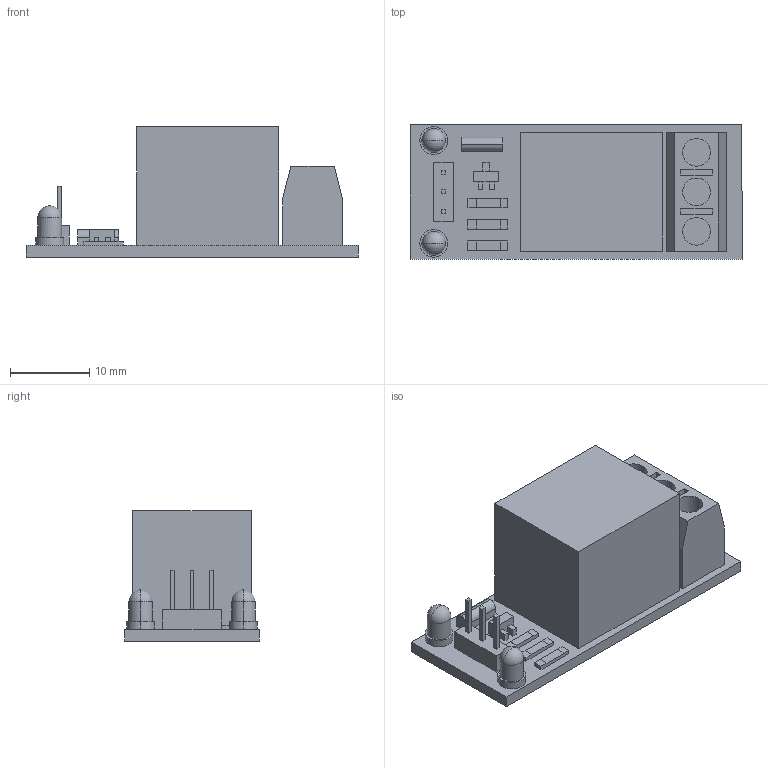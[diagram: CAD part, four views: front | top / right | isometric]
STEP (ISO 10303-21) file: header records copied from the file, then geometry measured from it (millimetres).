
FILE_DESCRIPTION (( 'STEP AP214' ), '1' );
FILE_NAME ('User Library-RelaisBoard.STEP', '2020-04-21T08:36:16', ( '' ), ( '' ), 'SwSTEP 2.0', 'SolidWorks 2019', '' );
FILE_SCHEMA (( 'AUTOMOTIVE_DESIGN' ));
Length unit declared in the file: millimetre
Products named in the file (1): User Library-RelaisBoard
Bounding box: 42 x 17 x 16.5 mm (x, y, z)
Volume: 6113.6 mm3; surface area: 3513.1 mm2
Topology: 1 solids, 1 shells, 145 faces, 375 edges, 248 vertices
Faces by surface type: plane 125, cylinder 16, sphere 4
Entity records: 5512 total; most frequent: CARTESIAN_POINT 757, ORIENTED_EDGE 734, DIRECTION 695, EDGE_CURVE 367, VECTOR 331, LINE 331, VERTEX_POINT 244, AXIS2_PLACEMENT_3D 182
